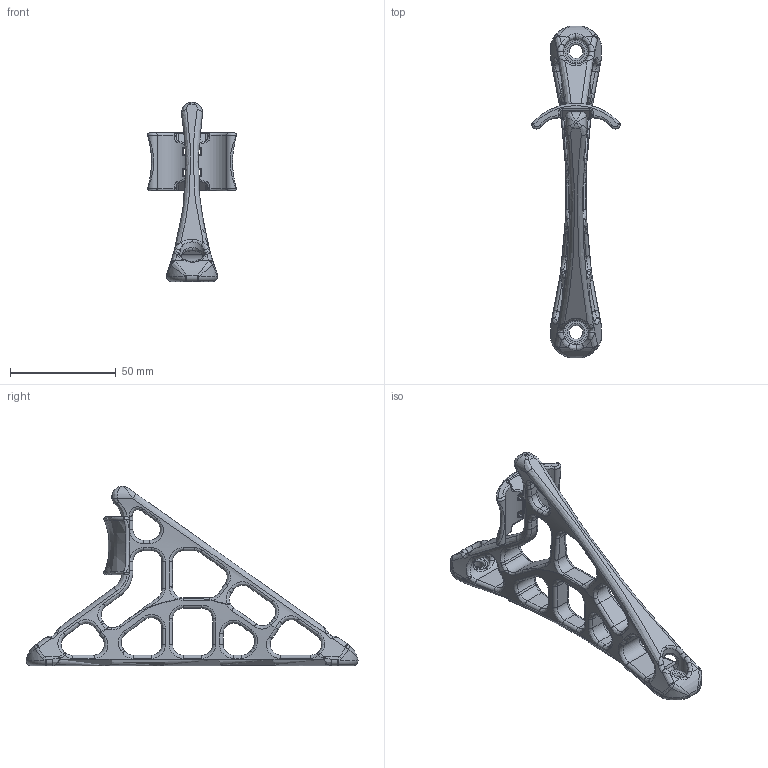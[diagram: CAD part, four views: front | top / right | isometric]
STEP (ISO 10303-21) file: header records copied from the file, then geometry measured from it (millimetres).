
FILE_DESCRIPTION(/* description */ ('STEP AP242','CAx-IF Rec.Pracs.---Representation and Presentation of Product Manufacturing Information (PMI)---4.0---2014-10-13','CAx-IF Rec.Pracs.---3D Tessellated Geometry---0.4---2014-09-14','2;1'),/* implementation_level */ '2;1');
FILE_NAME(/* name */ '65843e0995c19012d04d4531',/* time_stamp */ '2023-12-21T13:30:50Z',/* author */ (''),/* organization */ (''),/* preprocessor_version */ 'ST-DEVELOPER v19.4',/* originating_system */ ' ',/* authorisation */ ' ');
FILE_SCHEMA (('AP242_MANAGED_MODEL_BASED_3D_ENGINEERING_MIM_LF { 1 0 10303 442 1 1 4 }'));
Length unit declared in the file: metre
Products named in the file (3): Headphone Holder; Headphone Band Guide; Headphone Supporting Bracket
Assembly tree (2 placements, depth 2):
  Headphone Holder
    Headphone Band Guide
    Headphone Supporting Bracket
Bounding box: 42.06 x 157.35 x 85 mm (x, y, z)
Volume: 40802.9 mm3; surface area: 20424.8 mm2
Topology: 2 solids, 2 shells, 617 faces, 1448 edges, 815 vertices
Faces by surface type: bspline 301, cylinder 156, plane 70, torus 66, sphere 24
Full cylindrical faces by diameter (mm): 6.5 x2, 12 x2
Entity records: 33765 total; most frequent: CARTESIAN_POINT 21858, ORIENTED_EDGE 2872, DIRECTION 1960, EDGE_CURVE 1436, AXIS2_PLACEMENT_3D 852, VERTEX_POINT 813, B_SPLINE_CURVE_WITH_KNOTS 647, EDGE_LOOP 641
